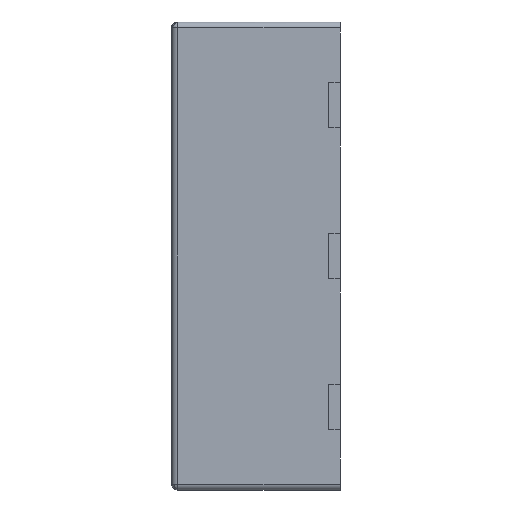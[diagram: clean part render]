
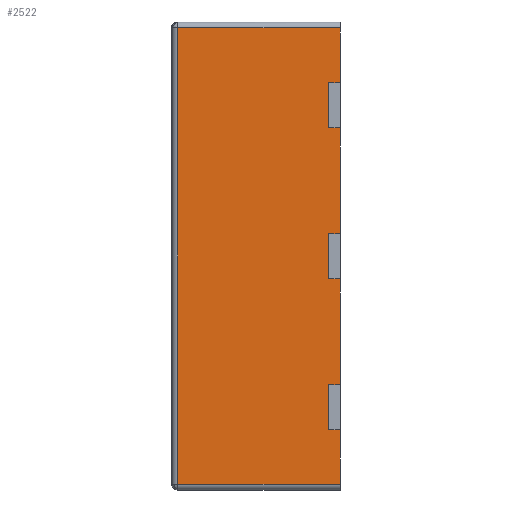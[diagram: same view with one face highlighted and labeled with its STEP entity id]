
A CAD part, left-side view. The second image highlights one B-rep face of the part: STEP entity #2522.
In plain terms, the highlighted planar face has unit normal (-1, 0, 0).
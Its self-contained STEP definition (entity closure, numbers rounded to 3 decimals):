
#83 = CARTESIAN_POINT ( 'NONE',  ( -2.795, 0.2, 2.915 ) ) ;
#93 = CARTESIAN_POINT ( 'NONE',  ( -2.795, 0., 0. ) ) ;
#277 = DIRECTION ( 'NONE',  ( 0., 0., 1. ) ) ;
#302 = LINE ( 'NONE', #5641, #2568 ) ;
#312 = CARTESIAN_POINT ( 'NONE',  ( -2.795, 0.2, -0.385 ) ) ;
#358 = DIRECTION ( 'NONE',  ( 0., -1., 0. ) ) ;
#434 = CARTESIAN_POINT ( 'NONE',  ( -2.795, 2.74, -3.935 ) ) ;
#439 = CARTESIAN_POINT ( 'NONE',  ( -2.795, 0., -2.925 ) ) ;
#443 = DIRECTION ( 'NONE',  ( 0., 0., -1. ) ) ;
#557 = VECTOR ( 'NONE', #443, 1000. ) ;
#576 = VERTEX_POINT ( 'NONE', #582 ) ;
#582 = CARTESIAN_POINT ( 'NONE',  ( -2.795, 0.2, -2.925 ) ) ;
#623 = CARTESIAN_POINT ( 'NONE',  ( -2.795, 0., -3.835 ) ) ;
#631 = VECTOR ( 'NONE', #2670, 1000. ) ;
#666 = CARTESIAN_POINT ( 'NONE',  ( -2.795, 0., -2.925 ) ) ;
#714 = DIRECTION ( 'NONE',  ( 0., 0., 1. ) ) ;
#721 = AXIS2_PLACEMENT_3D ( 'NONE', #4881, #1658, #3490 ) ;
#736 = DIRECTION ( 'NONE',  ( 0., 1., 0. ) ) ;
#738 = VECTOR ( 'NONE', #1816, 1000. ) ;
#796 = EDGE_CURVE ( 'NONE', #4263, #5849, #1826, .T. ) ;
#902 = ORIENTED_EDGE ( 'NONE', *, *, #2997, .T. ) ;
#1091 = EDGE_CURVE ( 'NONE', #576, #4427, #2714, .T. ) ;
#1115 = ORIENTED_EDGE ( 'NONE', *, *, #2443, .T. ) ;
#1174 = VECTOR ( 'NONE', #358, 1000. ) ;
#1255 = ORIENTED_EDGE ( 'NONE', *, *, #4967, .F. ) ;
#1287 = VERTEX_POINT ( 'NONE', #2091 ) ;
#1373 = ORIENTED_EDGE ( 'NONE', *, *, #796, .F. ) ;
#1374 = ORIENTED_EDGE ( 'NONE', *, *, #3033, .T. ) ;
#1400 = VECTOR ( 'NONE', #4833, 1000. ) ;
#1409 = VERTEX_POINT ( 'NONE', #2707 ) ;
#1414 = ORIENTED_EDGE ( 'NONE', *, *, #5546, .T. ) ;
#1473 = VERTEX_POINT ( 'NONE', #3731 ) ;
#1483 = VECTOR ( 'NONE', #2481, 1000. ) ;
#1497 = EDGE_CURVE ( 'NONE', #4972, #5180, #1505, .T. ) ;
#1505 = LINE ( 'NONE', #93, #2144 ) ;
#1543 = LINE ( 'NONE', #3798, #1677 ) ;
#1545 = CARTESIAN_POINT ( 'NONE',  ( -2.795, 0., 2.915 ) ) ;
#1589 = CARTESIAN_POINT ( 'NONE',  ( -2.795, 2.74, -3.835 ) ) ;
#1600 = LINE ( 'NONE', #4817, #2435 ) ;
#1640 = EDGE_CURVE ( 'NONE', #5495, #5849, #3368, .T. ) ;
#1642 = DIRECTION ( 'NONE',  ( 0., 1., 0. ) ) ;
#1646 = CARTESIAN_POINT ( 'NONE',  ( -2.795, 0., -3.935 ) ) ;
#1653 = DIRECTION ( 'NONE',  ( 0., 0., -1. ) ) ;
#1658 = DIRECTION ( 'NONE',  ( -1., 0., 0. ) ) ;
#1677 = VECTOR ( 'NONE', #277, 1000. ) ;
#1689 = CARTESIAN_POINT ( 'NONE',  ( -2.795, 0., 0.375 ) ) ;
#1693 = ORIENTED_EDGE ( 'NONE', *, *, #1497, .F. ) ;
#1798 = ORIENTED_EDGE ( 'NONE', *, *, #4579, .F. ) ;
#1816 = DIRECTION ( 'NONE',  ( 0., 0., -1. ) ) ;
#1826 = LINE ( 'NONE', #3680, #4723 ) ;
#1847 = DIRECTION ( 'NONE',  ( 0., 0., -1. ) ) ;
#2091 = CARTESIAN_POINT ( 'NONE',  ( -2.795, 2.74, 3.835 ) ) ;
#2144 = VECTOR ( 'NONE', #1847, 1000. ) ;
#2224 = VECTOR ( 'NONE', #3486, 1000. ) ;
#2242 = VECTOR ( 'NONE', #1642, 1000. ) ;
#2287 = LINE ( 'NONE', #5057, #557 ) ;
#2435 = VECTOR ( 'NONE', #736, 1000. ) ;
#2443 = EDGE_CURVE ( 'NONE', #2521, #1409, #5689, .T. ) ;
#2481 = DIRECTION ( 'NONE',  ( 0., -1., 0. ) ) ;
#2521 = VERTEX_POINT ( 'NONE', #5778 ) ;
#2522 = ADVANCED_FACE ( 'NONE', ( #3845 ), #3035, .T. ) ;
#2565 = EDGE_CURVE ( 'NONE', #5581, #1473, #1600, .T. ) ;
#2568 = VECTOR ( 'NONE', #714, 1000. ) ;
#2670 = DIRECTION ( 'NONE',  ( 0., 0., 1. ) ) ;
#2707 = CARTESIAN_POINT ( 'NONE',  ( -2.795, 0., 0.375 ) ) ;
#2714 = LINE ( 'NONE', #439, #1174 ) ;
#2741 = LINE ( 'NONE', #434, #738 ) ;
#2781 = EDGE_CURVE ( 'NONE', #4263, #1287, #4352, .T. ) ;
#2938 = CARTESIAN_POINT ( 'NONE',  ( -2.795, 0., 2.155 ) ) ;
#2992 = LINE ( 'NONE', #1646, #1400 ) ;
#2997 = EDGE_CURVE ( 'NONE', #3485, #4718, #5731, .T. ) ;
#3033 = EDGE_CURVE ( 'NONE', #1473, #5495, #1543, .T. ) ;
#3035 = PLANE ( 'NONE',  #721 ) ;
#3052 = ORIENTED_EDGE ( 'NONE', *, *, #5188, .T. ) ;
#3125 = CARTESIAN_POINT ( 'NONE',  ( -2.795, 0., -0.385 ) ) ;
#3140 = CARTESIAN_POINT ( 'NONE',  ( -2.795, 0.2, -3.935 ) ) ;
#3153 = LINE ( 'NONE', #3125, #5693 ) ;
#3368 = LINE ( 'NONE', #3460, #2224 ) ;
#3460 = CARTESIAN_POINT ( 'NONE',  ( -2.795, 0., 2.915 ) ) ;
#3485 = VERTEX_POINT ( 'NONE', #1589 ) ;
#3486 = DIRECTION ( 'NONE',  ( 0., -1., 0. ) ) ;
#3490 = DIRECTION ( 'NONE',  ( 0., 0., 1. ) ) ;
#3514 = EDGE_CURVE ( 'NONE', #576, #4900, #5179, .T. ) ;
#3639 = CARTESIAN_POINT ( 'NONE',  ( -2.795, 0., -0.385 ) ) ;
#3680 = CARTESIAN_POINT ( 'NONE',  ( -2.795, 0., 0. ) ) ;
#3731 = CARTESIAN_POINT ( 'NONE',  ( -2.795, 0.2, 2.155 ) ) ;
#3753 = CARTESIAN_POINT ( 'NONE',  ( -2.795, 0., 3.835 ) ) ;
#3798 = CARTESIAN_POINT ( 'NONE',  ( -2.795, 0.2, -3.935 ) ) ;
#3845 = FACE_OUTER_BOUND ( 'NONE', #4975, .T. ) ;
#3958 = LINE ( 'NONE', #5773, #4866 ) ;
#4020 = ORIENTED_EDGE ( 'NONE', *, *, #1640, .T. ) ;
#4143 = ORIENTED_EDGE ( 'NONE', *, *, #2565, .T. ) ;
#4263 = VERTEX_POINT ( 'NONE', #3753 ) ;
#4352 = LINE ( 'NONE', #5236, #2242 ) ;
#4427 = VERTEX_POINT ( 'NONE', #666 ) ;
#4533 = VERTEX_POINT ( 'NONE', #312 ) ;
#4579 = EDGE_CURVE ( 'NONE', #5180, #4900, #3958, .T. ) ;
#4642 = ORIENTED_EDGE ( 'NONE', *, *, #5196, .T. ) ;
#4718 = VERTEX_POINT ( 'NONE', #5150 ) ;
#4723 = VECTOR ( 'NONE', #1653, 1000. ) ;
#4817 = CARTESIAN_POINT ( 'NONE',  ( -2.795, 0., 2.155 ) ) ;
#4833 = DIRECTION ( 'NONE',  ( 0., 0., 1. ) ) ;
#4842 = VECTOR ( 'NONE', #5749, 1000. ) ;
#4866 = VECTOR ( 'NONE', #5441, 1000. ) ;
#4881 = CARTESIAN_POINT ( 'NONE',  ( -2.795, 0., -3.935 ) ) ;
#4900 = VERTEX_POINT ( 'NONE', #5115 ) ;
#4967 = EDGE_CURVE ( 'NONE', #5581, #1409, #2287, .T. ) ;
#4972 = VERTEX_POINT ( 'NONE', #3639 ) ;
#4975 = EDGE_LOOP ( 'NONE', ( #5239, #3052, #902, #1414, #5414, #5774, #1798, #1693, #4642, #5028, #1115, #1255, #4143, #1374, #4020, #1373 ) ) ;
#5015 = DIRECTION ( 'NONE',  ( 0., 1., 0. ) ) ;
#5028 = ORIENTED_EDGE ( 'NONE', *, *, #5839, .T. ) ;
#5057 = CARTESIAN_POINT ( 'NONE',  ( -2.795, 0., 0. ) ) ;
#5073 = CARTESIAN_POINT ( 'NONE',  ( -2.795, 0., -2.165 ) ) ;
#5115 = CARTESIAN_POINT ( 'NONE',  ( -2.795, 0.2, -2.165 ) ) ;
#5150 = CARTESIAN_POINT ( 'NONE',  ( -2.795, 0., -3.835 ) ) ;
#5179 = LINE ( 'NONE', #3140, #631 ) ;
#5180 = VERTEX_POINT ( 'NONE', #5073 ) ;
#5188 = EDGE_CURVE ( 'NONE', #1287, #3485, #2741, .T. ) ;
#5196 = EDGE_CURVE ( 'NONE', #4972, #4533, #3153, .T. ) ;
#5236 = CARTESIAN_POINT ( 'NONE',  ( -2.795, 0., 3.835 ) ) ;
#5239 = ORIENTED_EDGE ( 'NONE', *, *, #2781, .T. ) ;
#5414 = ORIENTED_EDGE ( 'NONE', *, *, #1091, .F. ) ;
#5441 = DIRECTION ( 'NONE',  ( 0., 1., 0. ) ) ;
#5495 = VERTEX_POINT ( 'NONE', #83 ) ;
#5546 = EDGE_CURVE ( 'NONE', #4718, #4427, #2992, .T. ) ;
#5581 = VERTEX_POINT ( 'NONE', #2938 ) ;
#5641 = CARTESIAN_POINT ( 'NONE',  ( -2.795, 0.2, -3.935 ) ) ;
#5689 = LINE ( 'NONE', #1689, #4842 ) ;
#5693 = VECTOR ( 'NONE', #5015, 1000. ) ;
#5731 = LINE ( 'NONE', #623, #1483 ) ;
#5749 = DIRECTION ( 'NONE',  ( 0., -1., 0. ) ) ;
#5773 = CARTESIAN_POINT ( 'NONE',  ( -2.795, 0.2, -2.165 ) ) ;
#5774 = ORIENTED_EDGE ( 'NONE', *, *, #3514, .T. ) ;
#5778 = CARTESIAN_POINT ( 'NONE',  ( -2.795, 0.2, 0.375 ) ) ;
#5839 = EDGE_CURVE ( 'NONE', #4533, #2521, #302, .T. ) ;
#5849 = VERTEX_POINT ( 'NONE', #1545 ) ;
